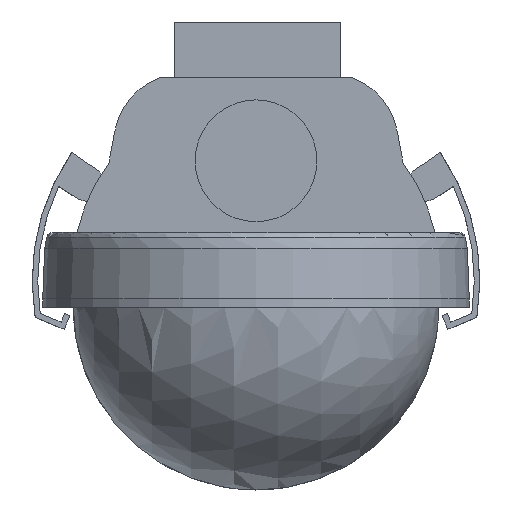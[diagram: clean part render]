
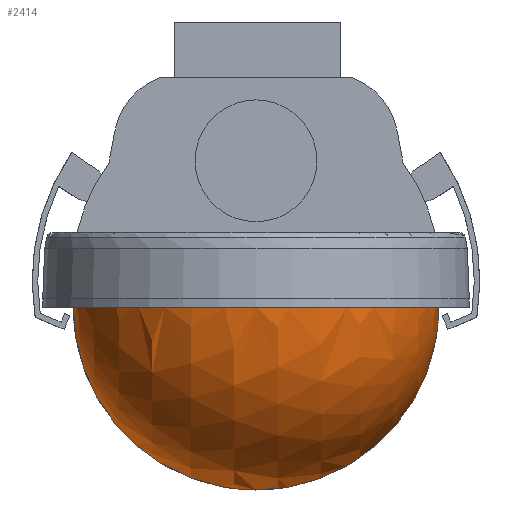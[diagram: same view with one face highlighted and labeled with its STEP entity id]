
A CAD part, front view. The second image highlights one B-rep face of the part: STEP entity #2414.
In plain terms, the highlighted spherical face has radius 33 mm.
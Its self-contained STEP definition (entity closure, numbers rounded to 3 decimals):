
#262 = CIRCLE ( 'NONE', #772, 33. ) ;
#285 = CARTESIAN_POINT ( 'NONE',  ( 10.633, -561., -82.815 ) ) ;
#299 = AXIS2_PLACEMENT_3D ( 'NONE', #5290, #2918, #5510 ) ;
#497 = EDGE_LOOP ( 'NONE', ( #4787, #2806, #5547 ) ) ;
#732 = CARTESIAN_POINT ( 'NONE',  ( 20.13, -561., -77.739 ) ) ;
#772 = AXIS2_PLACEMENT_3D ( 'NONE', #1651, #3468, #984 ) ;
#776 = CARTESIAN_POINT ( 'NONE',  ( -2.16, -561., -84.5 ) ) ;
#806 = CARTESIAN_POINT ( 'NONE',  ( -10.633, -561., -82.815 ) ) ;
#830 = CARTESIAN_POINT ( 'NONE',  ( 2.16, -561., -84.5 ) ) ;
#984 = DIRECTION ( 'NONE',  ( 0., 1., 0. ) ) ;
#1211 = CARTESIAN_POINT ( 'NONE',  ( 21.807, -561., -76.362 ) ) ;
#1259 = CARTESIAN_POINT ( 'NONE',  ( -21.807, -561., -76.362 ) ) ;
#1292 = CARTESIAN_POINT ( 'NONE',  ( -14.624, -561., -81.161 ) ) ;
#1323 = CARTESIAN_POINT ( 'NONE',  ( -20.13, -561., -77.739 ) ) ;
#1324 = EDGE_CURVE ( 'NONE', #4229, #4094, #3631, .T. ) ;
#1370 = FACE_OUTER_BOUND ( 'NONE', #497, .T. ) ;
#1651 = CARTESIAN_POINT ( 'NONE',  ( 0., -561., -51.5 ) ) ;
#1707 = CARTESIAN_POINT ( 'NONE',  ( 16.538, -561., -80.138 ) ) ;
#1751 = CARTESIAN_POINT ( 'NONE',  ( -29.661, -561., -66.124 ) ) ;
#1786 = VERTEX_POINT ( 'NONE', #4692 ) ;
#1811 = CARTESIAN_POINT ( 'NONE',  ( 31.315, -561., -62.133 ) ) ;
#1824 = CARTESIAN_POINT ( 'NONE',  ( -32.787, -561., -55.82 ) ) ;
#1849 = EDGE_CURVE ( 'NONE', #1786, #4229, #2081, .T. ) ;
#1855 = CARTESIAN_POINT ( 'NONE',  ( -8.556, -561., -83.445 ) ) ;
#2081 = B_SPLINE_CURVE_WITH_KNOTS ( 'NONE', 3,
 ( #3747, #5702, #1824, #4307, #6216, #1751, #3817, #5738, #6319, #1259, #1323, #3262, #1292, #806, #1855, #3323, #776, #5315 ),
 .UNSPECIFIED., .F., .F.,
 ( 4, 2, 2, 2, 2, 2, 2, 2, 4 ),
 ( 0., 0.125, 0.25, 0.375, 0.5, 0.625, 0.75, 0.875, 1. ),
 .UNSPECIFIED. ) ;
#2414 = ADVANCED_FACE ( 'NONE', ( #1370 ), #3299, .T. ) ;
#2797 = CARTESIAN_POINT ( 'NONE',  ( 14.624, -561., -81.161 ) ) ;
#2806 = ORIENTED_EDGE ( 'NONE', *, *, #1324, .T. ) ;
#2836 = CARTESIAN_POINT ( 'NONE',  ( 28.638, -561., -68.038 ) ) ;
#2918 = DIRECTION ( 'NONE',  ( 1., 0., 0. ) ) ;
#3185 = EDGE_CURVE ( 'NONE', #1786, #4094, #262, .T. ) ;
#3262 = CARTESIAN_POINT ( 'NONE',  ( -16.538, -561., -80.138 ) ) ;
#3299 = SPHERICAL_SURFACE ( 'NONE', #299, 33. ) ;
#3313 = CARTESIAN_POINT ( 'NONE',  ( 4.32, -561., -84.287 ) ) ;
#3323 = CARTESIAN_POINT ( 'NONE',  ( -4.32, -561., -84.287 ) ) ;
#3468 = DIRECTION ( 'NONE',  ( 0., 0., 1. ) ) ;
#3631 = B_SPLINE_CURVE_WITH_KNOTS ( 'NONE', 3,
 ( #4221, #830, #3313, #5238, #285, #2797, #1707, #732, #1211, #4292, #6238, #2836, #5306, #1811, #4781, #5167, #5691, #5796 ),
 .UNSPECIFIED., .F., .F.,
 ( 4, 2, 2, 2, 2, 2, 2, 2, 4 ),
 ( 0., 0.062, 0.125, 0.187, 0.25, 0.312, 0.375, 0.437, 0.5 ),
 .UNSPECIFIED. ) ;
#3747 = CARTESIAN_POINT ( 'NONE',  ( -33., -561., -51.5 ) ) ;
#3767 = CARTESIAN_POINT ( 'NONE',  ( 33., -561., -51.5 ) ) ;
#3817 = CARTESIAN_POINT ( 'NONE',  ( -28.638, -561., -68.038 ) ) ;
#4094 = VERTEX_POINT ( 'NONE', #3767 ) ;
#4221 = CARTESIAN_POINT ( 'NONE',  ( 0., -561., -84.5 ) ) ;
#4229 = VERTEX_POINT ( 'NONE', #5858 ) ;
#4292 = CARTESIAN_POINT ( 'NONE',  ( 24.862, -561., -73.307 ) ) ;
#4307 = CARTESIAN_POINT ( 'NONE',  ( -31.945, -561., -60.056 ) ) ;
#4692 = CARTESIAN_POINT ( 'NONE',  ( -33., -561., -51.5 ) ) ;
#4781 = CARTESIAN_POINT ( 'NONE',  ( 31.945, -561., -60.056 ) ) ;
#4787 = ORIENTED_EDGE ( 'NONE', *, *, #1849, .T. ) ;
#5167 = CARTESIAN_POINT ( 'NONE',  ( 32.787, -561., -55.82 ) ) ;
#5238 = CARTESIAN_POINT ( 'NONE',  ( 8.556, -561., -83.445 ) ) ;
#5290 = CARTESIAN_POINT ( 'NONE',  ( 0., -561., -51.5 ) ) ;
#5306 = CARTESIAN_POINT ( 'NONE',  ( 29.661, -561., -66.124 ) ) ;
#5315 = CARTESIAN_POINT ( 'NONE',  ( 0., -561., -84.5 ) ) ;
#5510 = DIRECTION ( 'NONE',  ( 0., 1., 0. ) ) ;
#5547 = ORIENTED_EDGE ( 'NONE', *, *, #3185, .F. ) ;
#5691 = CARTESIAN_POINT ( 'NONE',  ( 33., -561., -53.66 ) ) ;
#5702 = CARTESIAN_POINT ( 'NONE',  ( -33., -561., -53.66 ) ) ;
#5738 = CARTESIAN_POINT ( 'NONE',  ( -26.239, -561., -71.63 ) ) ;
#5796 = CARTESIAN_POINT ( 'NONE',  ( 33., -561., -51.5 ) ) ;
#5858 = CARTESIAN_POINT ( 'NONE',  ( 0., -561., -84.5 ) ) ;
#6216 = CARTESIAN_POINT ( 'NONE',  ( -31.315, -561., -62.133 ) ) ;
#6238 = CARTESIAN_POINT ( 'NONE',  ( 26.239, -561., -71.63 ) ) ;
#6319 = CARTESIAN_POINT ( 'NONE',  ( -24.862, -561., -73.307 ) ) ;
